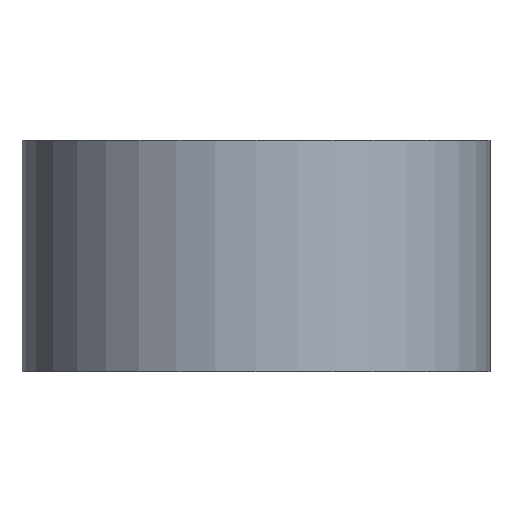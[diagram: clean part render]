
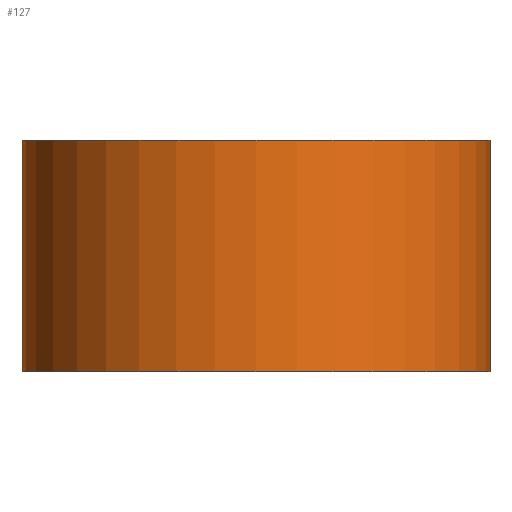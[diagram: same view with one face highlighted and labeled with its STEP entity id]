
A CAD part, front view. The second image highlights one B-rep face of the part: STEP entity #127.
In plain terms, the highlighted cylindrical face has radius 11.1 mm (diameter 22.2 mm), a full revolution.
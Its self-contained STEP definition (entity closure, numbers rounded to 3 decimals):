
#21=CYLINDRICAL_SURFACE('',#153,11.1);
#27=FACE_BOUND('',#55,.T.);
#41=FACE_OUTER_BOUND('',#54,.T.);
#54=EDGE_LOOP('',(#109));
#55=EDGE_LOOP('',(#110));
#67=CIRCLE('',#140,11.1);
#76=CIRCLE('',#154,11.1);
#78=VERTEX_POINT('',#201);
#87=VERTEX_POINT('',#224);
#89=EDGE_CURVE('',#78,#78,#67,.T.);
#98=EDGE_CURVE('',#87,#87,#76,.T.);
#109=ORIENTED_EDGE('',*,*,#89,.F.);
#110=ORIENTED_EDGE('',*,*,#98,.F.);
#127=ADVANCED_FACE('',(#41,#27),#21,.T.);
#140=AXIS2_PLACEMENT_3D('',#202,#163,#164);
#153=AXIS2_PLACEMENT_3D('',#223,#189,#190);
#154=AXIS2_PLACEMENT_3D('',#225,#191,#192);
#163=DIRECTION('center_axis',(0.,0.,1.));
#164=DIRECTION('ref_axis',(-1.,0.,0.));
#189=DIRECTION('center_axis',(0.,0.,1.));
#190=DIRECTION('ref_axis',(-1.,0.,0.));
#191=DIRECTION('center_axis',(0.,0.,-1.));
#192=DIRECTION('ref_axis',(-1.,0.,0.));
#201=CARTESIAN_POINT('',(11.1,0.,11.));
#202=CARTESIAN_POINT('Origin',(0.,0.,11.));
#223=CARTESIAN_POINT('Origin',(0.,0.,0.));
#224=CARTESIAN_POINT('',(11.1,0.,0.));
#225=CARTESIAN_POINT('Origin',(0.,0.,0.));
